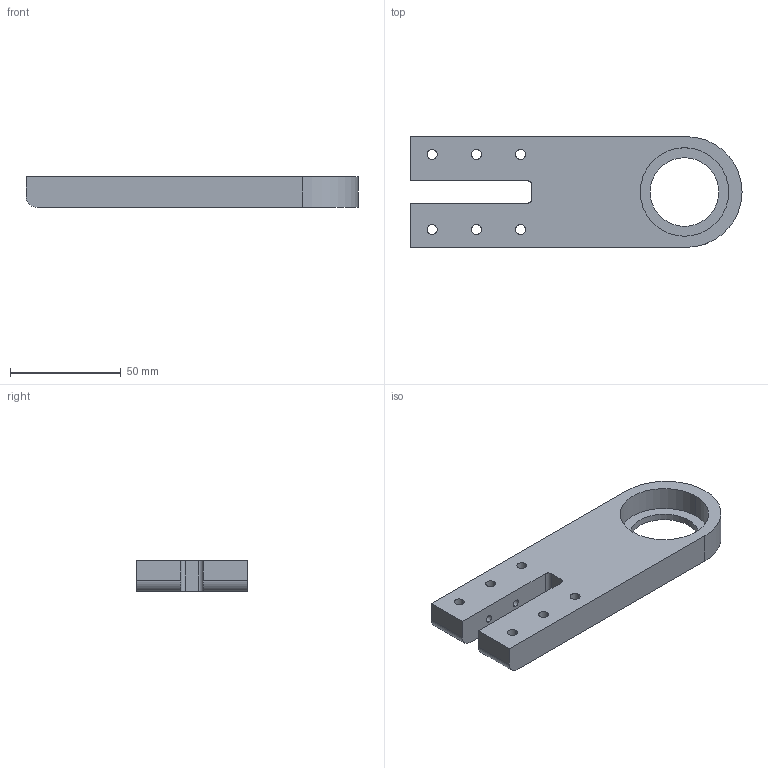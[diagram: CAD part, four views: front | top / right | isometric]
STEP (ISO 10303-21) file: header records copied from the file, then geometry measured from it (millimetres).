
FILE_DESCRIPTION (( 'STEP AP214' ), '1' );
FILE_NAME ('J6 main bearing arm.STEP', '2021-10-24T23:22:09', ( '' ), ( '' ), 'SwSTEP 2.0', 'SolidWorks 2021', '' );
FILE_SCHEMA (( 'AUTOMOTIVE_DESIGN' ));
Length unit declared in the file: inch
Products named in the file (1): J6 main bearing arm
Bounding box: 150 x 50 x 14 mm (x, y, z)
Volume: 75090.3 mm3; surface area: 21518.7 mm2
Topology: 1 solids, 1 shells, 47 faces, 120 edges, 76 vertices
Faces by surface type: cylinder 25, cone 12, plane 10
Entity records: 1516 total; most frequent: DIRECTION 278, CARTESIAN_POINT 244, ORIENTED_EDGE 240, EDGE_CURVE 120, AXIS2_PLACEMENT_3D 110, VERTEX_POINT 76, EDGE_LOOP 66, CIRCLE 62
